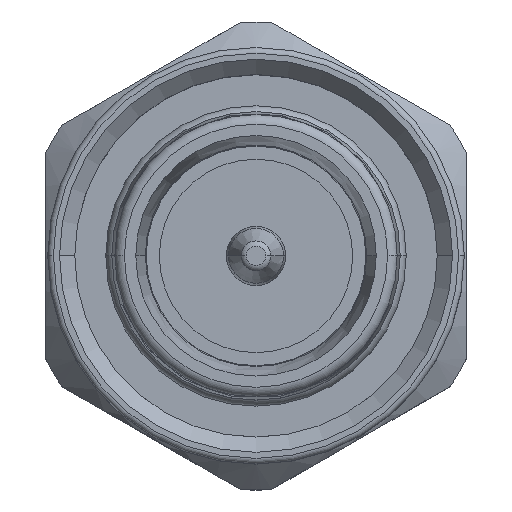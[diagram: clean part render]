
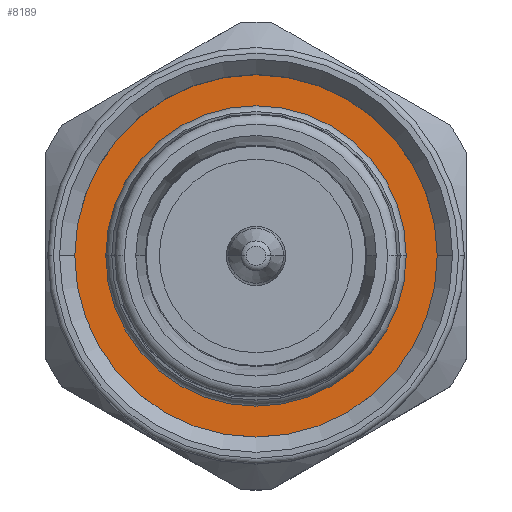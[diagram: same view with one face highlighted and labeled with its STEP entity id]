
A CAD part, top view. The second image highlights one B-rep face of the part: STEP entity #8189.
In plain terms, the highlighted face is planar.
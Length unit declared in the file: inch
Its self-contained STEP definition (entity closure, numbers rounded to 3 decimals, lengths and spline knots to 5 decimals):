
#426 = EDGE_LOOP ( 'NONE', ( #8724, #5047 ) ) ;
#456 = CIRCLE ( 'NONE', #7170, 0.29729 ) ;
#901 = DIRECTION ( 'NONE',  ( 0., 0., 1. ) ) ;
#1482 = DIRECTION ( 'NONE',  ( 0., 0., 1. ) ) ;
#1887 = AXIS2_PLACEMENT_3D ( 'NONE', #4456, #5111, #7981 ) ;
#2353 = CARTESIAN_POINT ( 'NONE',  ( 0.33143, 0., 0. ) ) ;
#3014 = EDGE_CURVE ( 'NONE', #8211, #4707, #456, .T. ) ;
#3175 = AXIS2_PLACEMENT_3D ( 'NONE', #4900, #11093, #3767 ) ;
#3413 = ORIENTED_EDGE ( 'NONE', *, *, #6711, .T. ) ;
#3681 = DIRECTION ( 'NONE',  ( -1., 0., 0. ) ) ;
#3767 = DIRECTION ( 'NONE',  ( 0., 0., 1. ) ) ;
#4103 = CIRCLE ( 'NONE', #9263, 0.29729 ) ;
#4131 = FACE_OUTER_BOUND ( 'NONE', #9790, .T. ) ;
#4161 = AXIS2_PLACEMENT_3D ( 'NONE', #2353, #11456, #4188 ) ;
#4188 = DIRECTION ( 'NONE',  ( 0., 0., -1. ) ) ;
#4456 = CARTESIAN_POINT ( 'NONE',  ( 0.33143, 0., 0. ) ) ;
#4707 = VERTEX_POINT ( 'NONE', #8241 ) ;
#4900 = CARTESIAN_POINT ( 'NONE',  ( 0.33143, 0., 0. ) ) ;
#5047 = ORIENTED_EDGE ( 'NONE', *, *, #3014, .F. ) ;
#5111 = DIRECTION ( 'NONE',  ( -1., 0., 0. ) ) ;
#5503 = CIRCLE ( 'NONE', #3175, 0.37364 ) ;
#6244 = CARTESIAN_POINT ( 'NONE',  ( 0.33143, 0., 0. ) ) ;
#6372 = CARTESIAN_POINT ( 'NONE',  ( 0.33143, 0., 0. ) ) ;
#6711 = EDGE_CURVE ( 'NONE', #7931, #8265, #7638, .T. ) ;
#7170 = AXIS2_PLACEMENT_3D ( 'NONE', #6244, #9899, #1482 ) ;
#7272 = CARTESIAN_POINT ( 'NONE',  ( 0.33143, 0., -0.37364 ) ) ;
#7638 = CIRCLE ( 'NONE', #1887, 0.37364 ) ;
#7771 = PLANE ( 'NONE',  #4161 ) ;
#7931 = VERTEX_POINT ( 'NONE', #7272 ) ;
#7945 = FACE_BOUND ( 'NONE', #426, .T. ) ;
#7981 = DIRECTION ( 'NONE',  ( 0., 0., 1. ) ) ;
#8067 = ORIENTED_EDGE ( 'NONE', *, *, #8485, .T. ) ;
#8189 = ADVANCED_FACE ( 'NONE', ( #7945, #4131 ), #7771, .F. ) ;
#8211 = VERTEX_POINT ( 'NONE', #9632 ) ;
#8241 = CARTESIAN_POINT ( 'NONE',  ( 0.33143, 0., 0.29729 ) ) ;
#8265 = VERTEX_POINT ( 'NONE', #10118 ) ;
#8485 = EDGE_CURVE ( 'NONE', #8265, #7931, #5503, .T. ) ;
#8724 = ORIENTED_EDGE ( 'NONE', *, *, #10547, .F. ) ;
#9263 = AXIS2_PLACEMENT_3D ( 'NONE', #6372, #3681, #901 ) ;
#9632 = CARTESIAN_POINT ( 'NONE',  ( 0.33143, 0., -0.29729 ) ) ;
#9790 = EDGE_LOOP ( 'NONE', ( #8067, #3413 ) ) ;
#9899 = DIRECTION ( 'NONE',  ( -1., 0., 0. ) ) ;
#10118 = CARTESIAN_POINT ( 'NONE',  ( 0.33143, 0., 0.37364 ) ) ;
#10547 = EDGE_CURVE ( 'NONE', #4707, #8211, #4103, .T. ) ;
#11093 = DIRECTION ( 'NONE',  ( -1., 0., 0. ) ) ;
#11456 = DIRECTION ( 'NONE',  ( 1., 0., 0. ) ) ;
